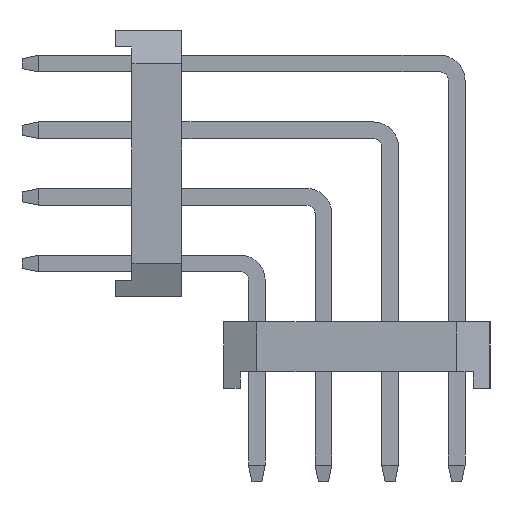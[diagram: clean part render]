
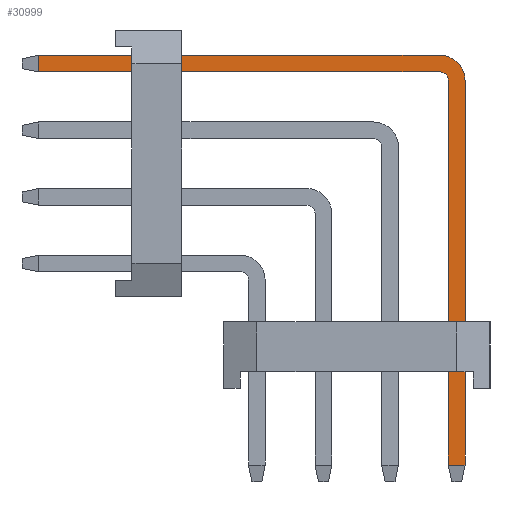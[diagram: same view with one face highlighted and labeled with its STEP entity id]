
A CAD part, left-side view. The second image highlights one B-rep face of the part: STEP entity #30999.
In plain terms, the highlighted planar face has unit normal (-1, 0, 0).
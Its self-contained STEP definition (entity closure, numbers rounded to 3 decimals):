
#30753=CARTESIAN_POINT('',(19.75,4.3,2.75));
#30754=VERTEX_POINT('',#30753);
#30777=CARTESIAN_POINT('',(19.75,4.3,3.25));
#30778=VERTEX_POINT('',#30777);
#30779=CARTESIAN_POINT('',(19.75,4.3,2.75));
#30780=DIRECTION('',(0.,0.,1.));
#30781=VECTOR('',#30780,0.5);
#30782=LINE('',#30779,#30781);
#30783=EDGE_CURVE('',#30754,#30778,#30782,.T.);
#30824=CARTESIAN_POINT('',(19.75,-7.75,3.25));
#30825=VERTEX_POINT('',#30824);
#30826=CARTESIAN_POINT('',(19.75,4.3,3.25));
#30827=DIRECTION('',(0.,-1.,0.));
#30828=VECTOR('',#30827,12.05);
#30829=LINE('',#30826,#30828);
#30830=EDGE_CURVE('',#30778,#30825,#30829,.T.);
#30931=CARTESIAN_POINT('',(19.75,-7.75,2.75));
#30932=VERTEX_POINT('',#30931);
#30939=CARTESIAN_POINT('',(19.75,-7.75,2.75));
#30940=DIRECTION('',(0.,1.,0.));
#30941=VECTOR('',#30940,12.05);
#30942=LINE('',#30939,#30941);
#30943=EDGE_CURVE('',#30932,#30754,#30942,.T.);
#30949=CARTESIAN_POINT('',(19.75,4.8,3.25));
#30950=DIRECTION('',(0.,0.,-1.));
#30951=DIRECTION('',(-1.,-0.,-0.));
#30952=AXIS2_PLACEMENT_3D('',#30949,#30951,#30950);
#30953=PLANE('',#30952);
#30954=ORIENTED_EDGE('',*,*,#30943,.F.);
#30955=CARTESIAN_POINT('',(19.75,-8.,2.5));
#30956=VERTEX_POINT('',#30955);
#30957=CARTESIAN_POINT('',(19.75,-7.75,2.5));
#30958=DIRECTION('',(0.,0.,1.));
#30959=DIRECTION('',(1.,0.,0.));
#30960=AXIS2_PLACEMENT_3D('',#30957,#30959,#30958);
#30961=CIRCLE('',#30960,0.25);
#30962=EDGE_CURVE('',#30932,#30956,#30961,.T.);
#30963=ORIENTED_EDGE('',*,*,#30962,.T.);
#30964=CARTESIAN_POINT('',(19.75,-8.,-9.05));
#30965=VERTEX_POINT('',#30964);
#30966=CARTESIAN_POINT('',(19.75,-8.,2.5));
#30967=DIRECTION('',(0.,0.,-1.));
#30968=VECTOR('',#30967,11.55);
#30969=LINE('',#30966,#30968);
#30970=EDGE_CURVE('',#30956,#30965,#30969,.T.);
#30971=ORIENTED_EDGE('',*,*,#30970,.T.);
#30972=CARTESIAN_POINT('',(19.75,-8.5,-9.05));
#30973=VERTEX_POINT('',#30972);
#30974=CARTESIAN_POINT('',(19.75,-8.,-9.05));
#30975=DIRECTION('',(0.,-1.,0.));
#30976=VECTOR('',#30975,0.5);
#30977=LINE('',#30974,#30976);
#30978=EDGE_CURVE('',#30965,#30973,#30977,.T.);
#30979=ORIENTED_EDGE('',*,*,#30978,.T.);
#30980=CARTESIAN_POINT('',(19.75,-8.5,2.5));
#30981=VERTEX_POINT('',#30980);
#30982=CARTESIAN_POINT('',(19.75,-8.5,-9.05));
#30983=DIRECTION('',(0.,0.,1.));
#30984=VECTOR('',#30983,11.55);
#30985=LINE('',#30982,#30984);
#30986=EDGE_CURVE('',#30973,#30981,#30985,.T.);
#30987=ORIENTED_EDGE('',*,*,#30986,.T.);
#30988=CARTESIAN_POINT('',(19.75,-7.75,2.5));
#30989=DIRECTION('',(0.,-1.,0.));
#30990=DIRECTION('',(-1.,0.,0.));
#30991=AXIS2_PLACEMENT_3D('',#30988,#30990,#30989);
#30992=CIRCLE('',#30991,0.75);
#30993=EDGE_CURVE('',#30981,#30825,#30992,.T.);
#30994=ORIENTED_EDGE('',*,*,#30993,.T.);
#30995=ORIENTED_EDGE('',*,*,#30830,.F.);
#30996=ORIENTED_EDGE('',*,*,#30783,.F.);
#30997=EDGE_LOOP('',(#30954,#30963,#30971,#30979,#30987,#30994,#30995,#30996));
#30998=FACE_OUTER_BOUND('',#30997,.T.);
#30999=ADVANCED_FACE('',(#30998),#30953,.T.);
